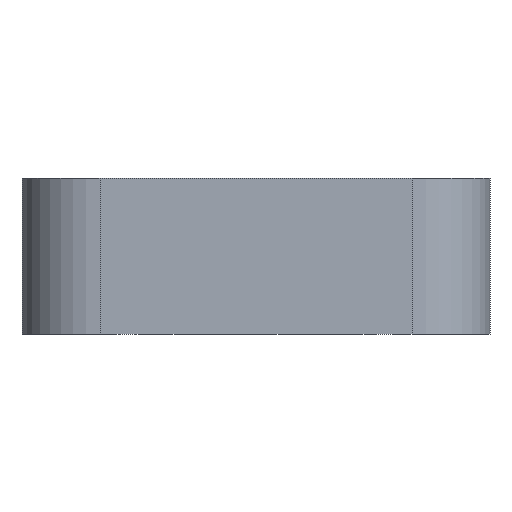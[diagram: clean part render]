
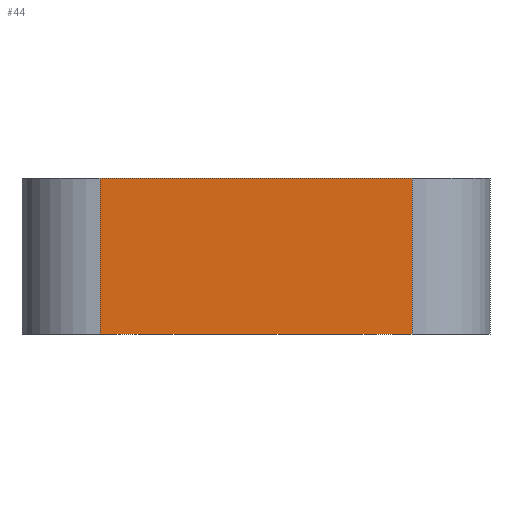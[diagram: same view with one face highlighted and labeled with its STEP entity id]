
A CAD part, front view. The second image highlights one B-rep face of the part: STEP entity #44.
In plain terms, the highlighted planar face has unit normal (0, -1, 0).
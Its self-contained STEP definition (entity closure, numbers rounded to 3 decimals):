
#44 = ADVANCED_FACE ( 'NONE', ( #538 ), #304, .F. ) ;
#71 = CARTESIAN_POINT ( 'NONE',  ( -5., -30.5, 0. ) ) ;
#124 = CARTESIAN_POINT ( 'NONE',  ( -1., -30.5, 2. ) ) ;
#153 = DIRECTION ( 'NONE',  ( 0., 0., 1. ) ) ;
#157 = CARTESIAN_POINT ( 'NONE',  ( -5., -30.5, 2. ) ) ;
#191 = LINE ( 'NONE', #157, #252 ) ;
#199 = VECTOR ( 'NONE', #246, 1000. ) ;
#224 = CARTESIAN_POINT ( 'NONE',  ( -5., -30.5, 2. ) ) ;
#246 = DIRECTION ( 'NONE',  ( 1., 0., 0. ) ) ;
#252 = VECTOR ( 'NONE', #153, 1000. ) ;
#259 = CARTESIAN_POINT ( 'NONE',  ( 0., -30.5, 2. ) ) ;
#262 = CARTESIAN_POINT ( 'NONE',  ( -1., -30.5, 0. ) ) ;
#263 = AXIS2_PLACEMENT_3D ( 'NONE', #479, #451, #435 ) ;
#264 = LINE ( 'NONE', #259, #199 ) ;
#304 = PLANE ( 'NONE',  #263 ) ;
#362 = LINE ( 'NONE', #762, #371 ) ;
#370 = VECTOR ( 'NONE', #607, 1000. ) ;
#371 = VECTOR ( 'NONE', #519, 1000. ) ;
#374 = LINE ( 'NONE', #572, #370 ) ;
#435 = DIRECTION ( 'NONE',  ( 0., 0., 1. ) ) ;
#446 = EDGE_CURVE ( 'NONE', #779, #651, #374, .T. ) ;
#451 = DIRECTION ( 'NONE',  ( 0., 1., 0. ) ) ;
#473 = EDGE_CURVE ( 'NONE', #862, #651, #362, .T. ) ;
#479 = CARTESIAN_POINT ( 'NONE',  ( 0., -30.5, 2. ) ) ;
#519 = DIRECTION ( 'NONE',  ( 1., 0., 0. ) ) ;
#538 = FACE_OUTER_BOUND ( 'NONE', #616, .T. ) ;
#572 = CARTESIAN_POINT ( 'NONE',  ( -1., -30.5, 2. ) ) ;
#607 = DIRECTION ( 'NONE',  ( 0., 0., -1. ) ) ;
#616 = EDGE_LOOP ( 'NONE', ( #854, #852, #849, #848 ) ) ;
#651 = VERTEX_POINT ( 'NONE', #262 ) ;
#658 = EDGE_CURVE ( 'NONE', #675, #779, #264, .T. ) ;
#675 = VERTEX_POINT ( 'NONE', #224 ) ;
#721 = EDGE_CURVE ( 'NONE', #862, #675, #191, .T. ) ;
#762 = CARTESIAN_POINT ( 'NONE',  ( 0., -30.5, 0. ) ) ;
#779 = VERTEX_POINT ( 'NONE', #124 ) ;
#848 = ORIENTED_EDGE ( 'NONE', *, *, #658, .F. ) ;
#849 = ORIENTED_EDGE ( 'NONE', *, *, #446, .F. ) ;
#852 = ORIENTED_EDGE ( 'NONE', *, *, #473, .T. ) ;
#854 = ORIENTED_EDGE ( 'NONE', *, *, #721, .F. ) ;
#862 = VERTEX_POINT ( 'NONE', #71 ) ;
